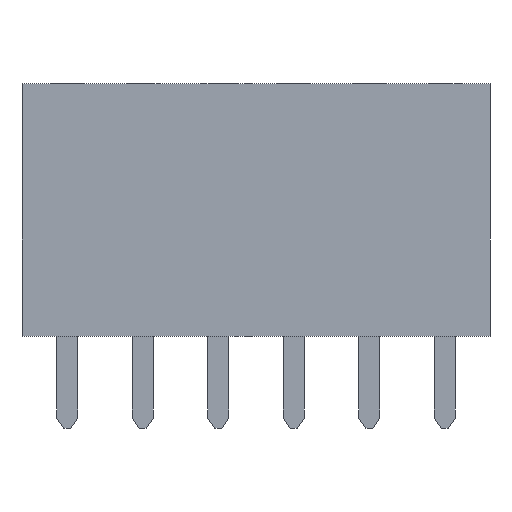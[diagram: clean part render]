
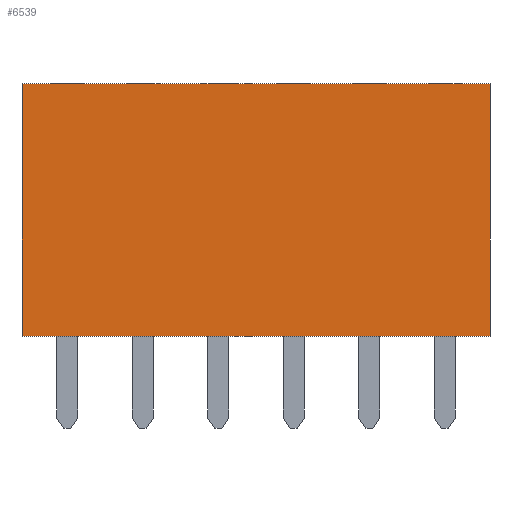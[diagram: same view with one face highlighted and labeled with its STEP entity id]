
A CAD part, front view. The second image highlights one B-rep face of the part: STEP entity #6539.
In plain terms, the highlighted planar face has unit normal (0, -1, 0).
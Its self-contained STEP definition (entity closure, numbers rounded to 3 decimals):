
#956=ORIENTED_EDGE('',*,*,#2024,.T.);
#957=ORIENTED_EDGE('',*,*,#2025,.T.);
#958=ORIENTED_EDGE('',*,*,#2012,.T.);
#959=ORIENTED_EDGE('',*,*,#2023,.T.);
#2012=EDGE_CURVE('',#2549,#2548,#3078,.T.);
#2023=EDGE_CURVE('',#2548,#2557,#3089,.T.);
#2024=EDGE_CURVE('',#2557,#2558,#3090,.T.);
#2025=EDGE_CURVE('',#2558,#2549,#3091,.T.);
#2548=VERTEX_POINT('',#9338);
#2549=VERTEX_POINT('',#9340);
#2557=VERTEX_POINT('',#9360);
#2558=VERTEX_POINT('',#9364);
#3078=LINE('',#9339,#3708);
#3089=LINE('',#9361,#3719);
#3090=LINE('',#9363,#3720);
#3091=LINE('',#9365,#3721);
#3708=VECTOR('',#7780,1000.);
#3719=VECTOR('',#7795,1000.);
#3720=VECTOR('',#7798,1000.);
#3721=VECTOR('',#7799,1000.);
#3977=EDGE_LOOP('',(#956,#957,#958,#959));
#4245=FACE_BOUND('',#3977,.T.);
#4513=PLANE('',#6826);
#6539=ADVANCED_FACE('',(#4245),#4513,.T.);
#6826=AXIS2_PLACEMENT_3D('',#9362,#7796,#7797);
#7780=DIRECTION('',(1.,0.,0.));
#7795=DIRECTION('',(0.,0.,1.));
#7796=DIRECTION('',(0.,-1.,0.));
#7797=DIRECTION('',(0.,0.,-1.));
#7798=DIRECTION('',(-1.,0.,0.));
#7799=DIRECTION('',(0.,0.,-1.));
#9338=CARTESIAN_POINT('',(7.87,-1.25,-4.25));
#9339=CARTESIAN_POINT('',(-7.87,-1.25,-4.25));
#9340=CARTESIAN_POINT('',(-7.87,-1.25,-4.25));
#9360=CARTESIAN_POINT('',(7.87,-1.25,4.25));
#9361=CARTESIAN_POINT('',(7.87,-1.25,-4.25));
#9362=CARTESIAN_POINT('',(0.,-1.25,0.));
#9363=CARTESIAN_POINT('',(7.87,-1.25,4.25));
#9364=CARTESIAN_POINT('',(-7.87,-1.25,4.25));
#9365=CARTESIAN_POINT('',(-7.87,-1.25,4.25));
